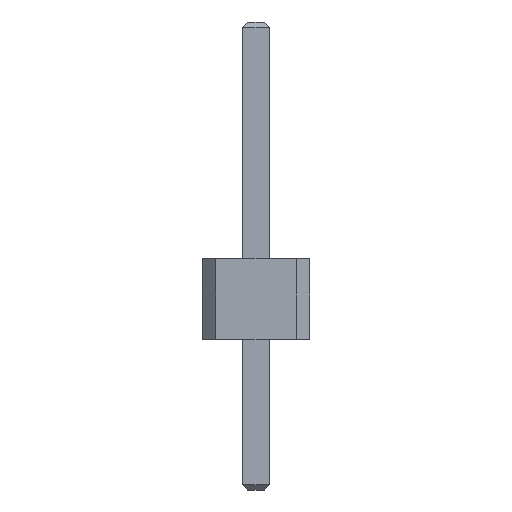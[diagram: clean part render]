
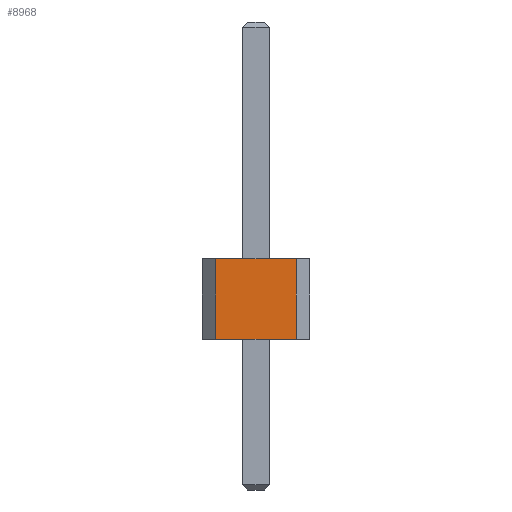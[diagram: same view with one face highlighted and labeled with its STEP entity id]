
A CAD part, front view. The second image highlights one B-rep face of the part: STEP entity #8968.
In plain terms, the highlighted planar face has unit normal (0, -1, 0).
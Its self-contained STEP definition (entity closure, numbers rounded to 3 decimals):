
#44 = PLANE('',#45);
#45 = AXIS2_PLACEMENT_3D('',#46,#47,#48);
#46 = CARTESIAN_POINT('',(-1.,0.75,0.));
#47 = DIRECTION('',(0.,0.,-1.));
#48 = DIRECTION('',(0.,1.,0.));
#100 = PLANE('',#101);
#101 = AXIS2_PLACEMENT_3D('',#102,#103,#104);
#102 = CARTESIAN_POINT('',(-1.,0.75,1.5));
#103 = DIRECTION('',(0.,0.,-1.));
#104 = DIRECTION('',(-1.,0.,0.));
#1253 = VERTEX_POINT('',#1254);
#1254 = CARTESIAN_POINT('',(0.75,-25.,0.));
#1268 = PLANE('',#1269);
#1269 = AXIS2_PLACEMENT_3D('',#1270,#1271,#1272);
#1270 = CARTESIAN_POINT('',(0.875,-24.875,0.));
#1271 = DIRECTION('',(0.707,-0.707,0.));
#1272 = DIRECTION('',(0.,0.,-1.));
#1280 = EDGE_CURVE('',#1281,#1253,#1283,.T.);
#1281 = VERTEX_POINT('',#1282);
#1282 = CARTESIAN_POINT('',(-0.75,-25.,0.));
#1283 = SURFACE_CURVE('',#1284,(#1288,#1295),.PCURVE_S1.);
#1284 = LINE('',#1285,#1286);
#1285 = CARTESIAN_POINT('',(-1.,-25.,0.));
#1286 = VECTOR('',#1287,1.);
#1287 = DIRECTION('',(1.,0.,0.));
#1288 = PCURVE('',#44,#1289);
#1289 = DEFINITIONAL_REPRESENTATION('',(#1290),#1294);
#1290 = LINE('',#1291,#1292);
#1291 = CARTESIAN_POINT('',(-25.75,0.));
#1292 = VECTOR('',#1293,1.);
#1293 = DIRECTION('',(0.,1.));
#1294 = ( GEOMETRIC_REPRESENTATION_CONTEXT(2) 
PARAMETRIC_REPRESENTATION_CONTEXT() REPRESENTATION_CONTEXT('2D SPACE',''
  ) );
#1295 = PCURVE('',#1296,#1301);
#1296 = PLANE('',#1297);
#1297 = AXIS2_PLACEMENT_3D('',#1298,#1299,#1300);
#1298 = CARTESIAN_POINT('',(-1.,-25.,0.));
#1299 = DIRECTION('',(0.,1.,0.));
#1300 = DIRECTION('',(1.,0.,0.));
#1301 = DEFINITIONAL_REPRESENTATION('',(#1302),#1306);
#1302 = LINE('',#1303,#1304);
#1303 = CARTESIAN_POINT('',(0.,0.));
#1304 = VECTOR('',#1305,1.);
#1305 = DIRECTION('',(1.,0.));
#1306 = ( GEOMETRIC_REPRESENTATION_CONTEXT(2) 
PARAMETRIC_REPRESENTATION_CONTEXT() REPRESENTATION_CONTEXT('2D SPACE',''
  ) );
#1324 = PLANE('',#1325);
#1325 = AXIS2_PLACEMENT_3D('',#1326,#1327,#1328);
#1326 = CARTESIAN_POINT('',(-0.875,-24.875,0.));
#1327 = DIRECTION('',(-0.707,-0.707,0.));
#1328 = DIRECTION('',(0.,0.,-1.));
#4699 = VERTEX_POINT('',#4700);
#4700 = CARTESIAN_POINT('',(0.75,-25.,1.5));
#4721 = EDGE_CURVE('',#4722,#4699,#4724,.T.);
#4722 = VERTEX_POINT('',#4723);
#4723 = CARTESIAN_POINT('',(-0.75,-25.,1.5));
#4724 = SURFACE_CURVE('',#4725,(#4729,#4736),.PCURVE_S1.);
#4725 = LINE('',#4726,#4727);
#4726 = CARTESIAN_POINT('',(-1.,-25.,1.5));
#4727 = VECTOR('',#4728,1.);
#4728 = DIRECTION('',(1.,0.,0.));
#4729 = PCURVE('',#100,#4730);
#4730 = DEFINITIONAL_REPRESENTATION('',(#4731),#4735);
#4731 = LINE('',#4732,#4733);
#4732 = CARTESIAN_POINT('',(0.,-25.75));
#4733 = VECTOR('',#4734,1.);
#4734 = DIRECTION('',(-1.,0.));
#4735 = ( GEOMETRIC_REPRESENTATION_CONTEXT(2) 
PARAMETRIC_REPRESENTATION_CONTEXT() REPRESENTATION_CONTEXT('2D SPACE',''
  ) );
#4736 = PCURVE('',#1296,#4737);
#4737 = DEFINITIONAL_REPRESENTATION('',(#4738),#4742);
#4738 = LINE('',#4739,#4740);
#4739 = CARTESIAN_POINT('',(0.,-1.5));
#4740 = VECTOR('',#4741,1.);
#4741 = DIRECTION('',(1.,0.));
#4742 = ( GEOMETRIC_REPRESENTATION_CONTEXT(2) 
PARAMETRIC_REPRESENTATION_CONTEXT() REPRESENTATION_CONTEXT('2D SPACE',''
  ) );
#8948 = EDGE_CURVE('',#1281,#4722,#8949,.T.);
#8949 = SURFACE_CURVE('',#8950,(#8954,#8961),.PCURVE_S1.);
#8950 = LINE('',#8951,#8952);
#8951 = CARTESIAN_POINT('',(-0.75,-25.,0.));
#8952 = VECTOR('',#8953,1.);
#8953 = DIRECTION('',(0.,0.,1.));
#8954 = PCURVE('',#1324,#8955);
#8955 = DEFINITIONAL_REPRESENTATION('',(#8956),#8960);
#8956 = LINE('',#8957,#8958);
#8957 = CARTESIAN_POINT('',(0.,0.177));
#8958 = VECTOR('',#8959,1.);
#8959 = DIRECTION('',(-1.,0.));
#8960 = ( GEOMETRIC_REPRESENTATION_CONTEXT(2) 
PARAMETRIC_REPRESENTATION_CONTEXT() REPRESENTATION_CONTEXT('2D SPACE',''
  ) );
#8961 = PCURVE('',#1296,#8962);
#8962 = DEFINITIONAL_REPRESENTATION('',(#8963),#8967);
#8963 = LINE('',#8964,#8965);
#8964 = CARTESIAN_POINT('',(0.25,0.));
#8965 = VECTOR('',#8966,1.);
#8966 = DIRECTION('',(0.,-1.));
#8967 = ( GEOMETRIC_REPRESENTATION_CONTEXT(2) 
PARAMETRIC_REPRESENTATION_CONTEXT() REPRESENTATION_CONTEXT('2D SPACE',''
  ) );
#8968 = ADVANCED_FACE('',(#8969),#1296,.F.);
#8969 = FACE_BOUND('',#8970,.F.);
#8970 = EDGE_LOOP('',(#8971,#8972,#8973,#8974));
#8971 = ORIENTED_EDGE('',*,*,#1280,.F.);
#8972 = ORIENTED_EDGE('',*,*,#8948,.T.);
#8973 = ORIENTED_EDGE('',*,*,#4721,.T.);
#8974 = ORIENTED_EDGE('',*,*,#8975,.F.);
#8975 = EDGE_CURVE('',#1253,#4699,#8976,.T.);
#8976 = SURFACE_CURVE('',#8977,(#8981,#8988),.PCURVE_S1.);
#8977 = LINE('',#8978,#8979);
#8978 = CARTESIAN_POINT('',(0.75,-25.,0.));
#8979 = VECTOR('',#8980,1.);
#8980 = DIRECTION('',(0.,0.,1.));
#8981 = PCURVE('',#1296,#8982);
#8982 = DEFINITIONAL_REPRESENTATION('',(#8983),#8987);
#8983 = LINE('',#8984,#8985);
#8984 = CARTESIAN_POINT('',(1.75,0.));
#8985 = VECTOR('',#8986,1.);
#8986 = DIRECTION('',(0.,-1.));
#8987 = ( GEOMETRIC_REPRESENTATION_CONTEXT(2) 
PARAMETRIC_REPRESENTATION_CONTEXT() REPRESENTATION_CONTEXT('2D SPACE',''
  ) );
#8988 = PCURVE('',#1268,#8989);
#8989 = DEFINITIONAL_REPRESENTATION('',(#8990),#8994);
#8990 = LINE('',#8991,#8992);
#8991 = CARTESIAN_POINT('',(0.,-0.177));
#8992 = VECTOR('',#8993,1.);
#8993 = DIRECTION('',(-1.,0.));
#8994 = ( GEOMETRIC_REPRESENTATION_CONTEXT(2) 
PARAMETRIC_REPRESENTATION_CONTEXT() REPRESENTATION_CONTEXT('2D SPACE',''
  ) );
